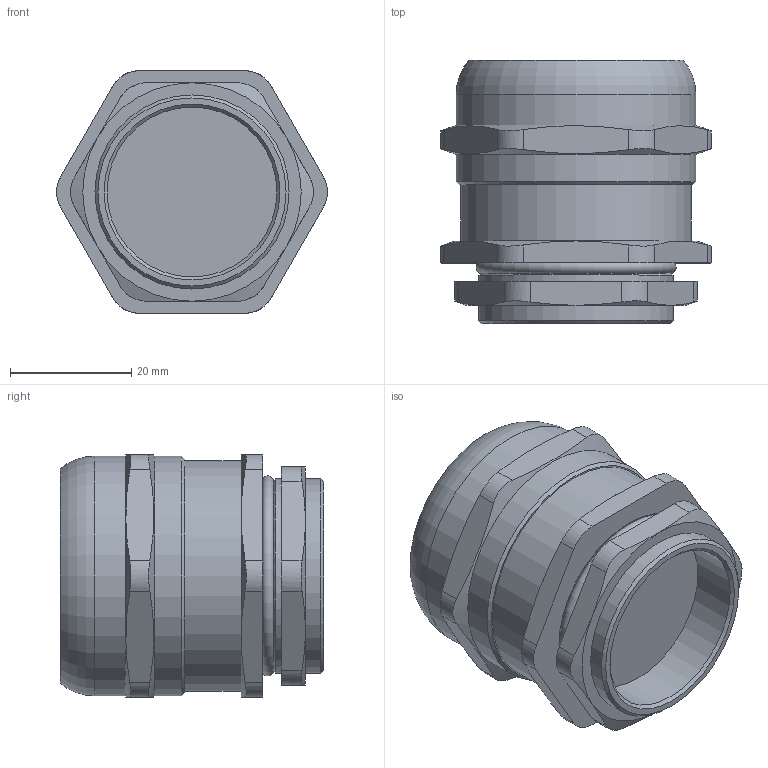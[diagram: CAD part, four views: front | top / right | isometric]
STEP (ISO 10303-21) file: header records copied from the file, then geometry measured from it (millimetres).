
FILE_DESCRIPTION(/* description */ ('','CAx-IF Rec.Pracs.---Representation and Presentation of Product Manufacturing Information (PMI)---4.0---2014-10-13'),/* implementation_level */ '2;1');
FILE_NAME(/* name */ 'ЗЭТАРУС M32 (14-25 мм).stp',/* time_stamp */ '2023-01-24T09:54:17+07:00',/* author */ ('zeta-09'),/* organization */ (''),/* preprocessor_version */ 'ST-DEVELOPER v18.1',/* originating_system */ 'Autodesk Inventor 2021',/* authorisation */ '');
FILE_SCHEMA (('AP242_MANAGED_MODEL_BASED_3D_ENGINEERING_MIM_LF { 1 0 10303 442 1 1 4 }'));
Length unit declared in the file: millimetre
Products named in the file (1): Деталь1
Bounding box: 44.64 x 43.4 x 40 mm (x, y, z)
Volume: 44877.6 mm3; surface area: 10916.8 mm2
Topology: 1 solids, 3 shells, 79 faces, 190 edges, 120 vertices
Faces by surface type: plane 29, cylinder 26, cone 20, torus 4
Full cylindrical faces by diameter (mm): 25.2 x1, 28 x1, 31 x1, 32 x2, 38 x1, 39.5 x2
Entity records: 2650 total; most frequent: CARTESIAN_POINT 697, ORIENTED_EDGE 378, DIRECTION 378, EDGE_CURVE 190, AXIS2_PLACEMENT_3D 157, VERTEX_POINT 120, EDGE_LOOP 86, STYLED_ITEM 79
